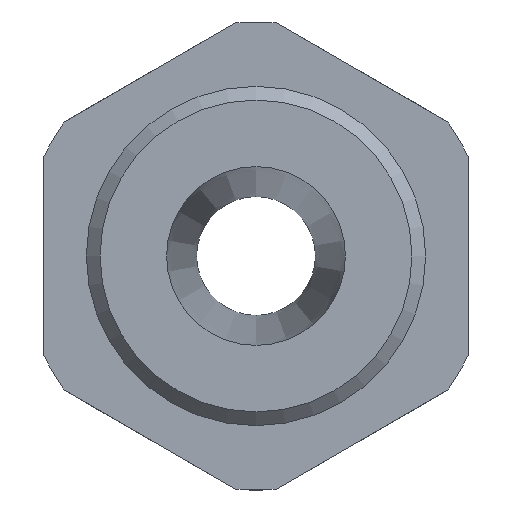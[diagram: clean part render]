
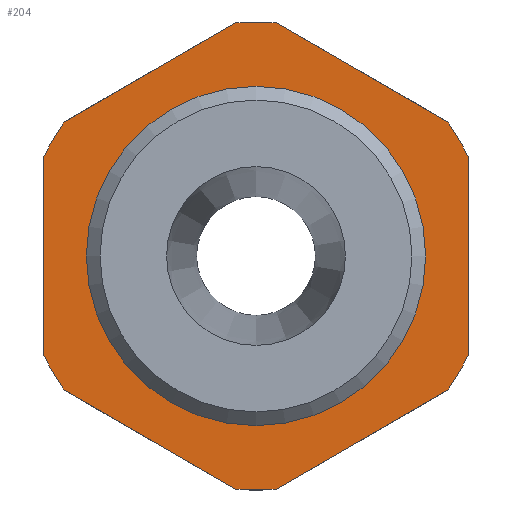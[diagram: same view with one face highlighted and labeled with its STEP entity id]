
A CAD part, left-side view. The second image highlights one B-rep face of the part: STEP entity #204.
In plain terms, the highlighted planar face has unit normal (-1, 0, 0).
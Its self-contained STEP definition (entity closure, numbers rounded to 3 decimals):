
#204 = ADVANCED_FACE( '', ( #435, #436 ), #437, .T. );
#435 = FACE_BOUND( '', #686, .T. );
#436 = FACE_OUTER_BOUND( '', #687, .T. );
#437 = PLANE( '', #688 );
#686 = EDGE_LOOP( '', ( #1197 ) );
#687 = EDGE_LOOP( '', ( #1198, #1199, #1200, #1201, #1202, #1203, #1204, #1205, #1206, #1207, #1208, #1209 ) );
#688 = AXIS2_PLACEMENT_3D( '', #1210, #1211, #1212 );
#1197 = ORIENTED_EDGE( '', *, *, #1638, .T. );
#1198 = ORIENTED_EDGE( '', *, *, #1639, .F. );
#1199 = ORIENTED_EDGE( '', *, *, #1440, .F. );
#1200 = ORIENTED_EDGE( '', *, *, #1544, .F. );
#1201 = ORIENTED_EDGE( '', *, *, #1612, .T. );
#1202 = ORIENTED_EDGE( '', *, *, #1556, .F. );
#1203 = ORIENTED_EDGE( '', *, *, #1469, .F. );
#1204 = ORIENTED_EDGE( '', *, *, #1601, .F. );
#1205 = ORIENTED_EDGE( '', *, *, #1491, .F. );
#1206 = ORIENTED_EDGE( '', *, *, #1640, .F. );
#1207 = ORIENTED_EDGE( '', *, *, #1621, .F. );
#1208 = ORIENTED_EDGE( '', *, *, #1515, .F. );
#1209 = ORIENTED_EDGE( '', *, *, #1641, .F. );
#1210 = CARTESIAN_POINT( '', ( 9., 16.667, 0. ) );
#1211 = DIRECTION( '', ( -1., 0., 0. ) );
#1212 = DIRECTION( '', ( 0., 0., 1. ) );
#1440 = EDGE_CURVE( '', #1703, #1706, #1707, .T. );
#1469 = EDGE_CURVE( '', #1756, #1758, #1759, .T. );
#1491 = EDGE_CURVE( '', #1791, #1794, #1795, .T. );
#1515 = EDGE_CURVE( '', #1829, #1832, #1833, .T. );
#1544 = EDGE_CURVE( '', #1875, #1703, #1878, .T. );
#1556 = EDGE_CURVE( '', #1758, #1896, #1897, .T. );
#1601 = EDGE_CURVE( '', #1794, #1756, #1961, .T. );
#1612 = EDGE_CURVE( '', #1875, #1896, #1974, .T. );
#1621 = EDGE_CURVE( '', #1832, #1985, #1986, .T. );
#1638 = EDGE_CURVE( '', #2008, #2008, #2009, .T. );
#1639 = EDGE_CURVE( '', #1706, #2010, #2011, .T. );
#1640 = EDGE_CURVE( '', #1985, #1791, #2012, .T. );
#1641 = EDGE_CURVE( '', #2010, #1829, #2013, .T. );
#1703 = VERTEX_POINT( '', #2085 );
#1706 = VERTEX_POINT( '', #2089 );
#1707 = LINE( '', #2090, #2091 );
#1756 = VERTEX_POINT( '', #2163 );
#1758 = VERTEX_POINT( '', #2166 );
#1759 = LINE( '', #2167, #2168 );
#1791 = VERTEX_POINT( '', #2226 );
#1794 = VERTEX_POINT( '', #2230 );
#1795 = LINE( '', #2231, #2232 );
#1829 = VERTEX_POINT( '', #2299 );
#1832 = VERTEX_POINT( '', #2303 );
#1833 = CIRCLE( '', #2304, 13.8 );
#1875 = VERTEX_POINT( '', #2379 );
#1878 = CIRCLE( '', #2383, 13.8 );
#1896 = VERTEX_POINT( '', #2408 );
#1897 = CIRCLE( '', #2409, 13.8 );
#1961 = CIRCLE( '', #2507, 13.8 );
#1974 = LINE( '', #2526, #2527 );
#1985 = VERTEX_POINT( '', #2538 );
#1986 = LINE( '', #2539, #2540 );
#2008 = VERTEX_POINT( '', #2582 );
#2009 = CIRCLE( '', #2583, 9.19 );
#2010 = VERTEX_POINT( '', #2584 );
#2011 = CIRCLE( '', #2585, 13.8 );
#2012 = CIRCLE( '', #2586, 13.8 );
#2013 = LINE( '', #2587, #2588 );
#2085 = CARTESIAN_POINT( '', ( 9., 11.314, 7.902 ) );
#2089 = CARTESIAN_POINT( '', ( 9., 1.186, 13.749 ) );
#2090 = CARTESIAN_POINT( '', ( 9., 11.314, 7.902 ) );
#2091 = VECTOR( '', #2665, 1000. );
#2163 = CARTESIAN_POINT( '', ( 9., 1.186, -13.749 ) );
#2166 = CARTESIAN_POINT( '', ( 9., 11.314, -7.902 ) );
#2167 = CARTESIAN_POINT( '', ( 9., 1.186, -13.749 ) );
#2168 = VECTOR( '', #2702, 1000. );
#2226 = CARTESIAN_POINT( '', ( 9., -11.314, -7.902 ) );
#2230 = CARTESIAN_POINT( '', ( 9., -1.186, -13.749 ) );
#2231 = CARTESIAN_POINT( '', ( 9., -11.314, -7.902 ) );
#2232 = VECTOR( '', #2730, 1000. );
#2299 = CARTESIAN_POINT( '', ( 9., -11.314, 7.902 ) );
#2303 = CARTESIAN_POINT( '', ( 9., -12.5, 5.847 ) );
#2304 = AXIS2_PLACEMENT_3D( '', #2750, #2751, #2752 );
#2379 = CARTESIAN_POINT( '', ( 9., 12.5, 5.847 ) );
#2383 = AXIS2_PLACEMENT_3D( '', #2781, #2782, #2783 );
#2408 = CARTESIAN_POINT( '', ( 9., 12.5, -5.847 ) );
#2409 = AXIS2_PLACEMENT_3D( '', #2797, #2798, #2799 );
#2507 = AXIS2_PLACEMENT_3D( '', #2857, #2858, #2859 );
#2526 = CARTESIAN_POINT( '', ( 9., 12.5, 0. ) );
#2527 = VECTOR( '', #2872, 1000. );
#2538 = CARTESIAN_POINT( '', ( 9., -12.5, -5.847 ) );
#2539 = CARTESIAN_POINT( '', ( 9., -12.5, 5.847 ) );
#2540 = VECTOR( '', #2882, 1000. );
#2582 = CARTESIAN_POINT( '', ( 9., 0., -9.19 ) );
#2583 = AXIS2_PLACEMENT_3D( '', #2901, #2902, #2903 );
#2584 = CARTESIAN_POINT( '', ( 9., -1.186, 13.749 ) );
#2585 = AXIS2_PLACEMENT_3D( '', #2904, #2905, #2906 );
#2586 = AXIS2_PLACEMENT_3D( '', #2907, #2908, #2909 );
#2587 = CARTESIAN_POINT( '', ( 9., -1.186, 13.749 ) );
#2588 = VECTOR( '', #2910, 1000. );
#2665 = DIRECTION( '', ( 0., -0.866, 0.5 ) );
#2702 = DIRECTION( '', ( 0., 0.866, 0.5 ) );
#2730 = DIRECTION( '', ( 0., 0.866, -0.5 ) );
#2750 = CARTESIAN_POINT( '', ( 9., 0., 0. ) );
#2751 = DIRECTION( '', ( 1., 0., 0. ) );
#2752 = DIRECTION( '', ( 0., 0., -1. ) );
#2781 = CARTESIAN_POINT( '', ( 9., 0., 0. ) );
#2782 = DIRECTION( '', ( 1., 0., 0. ) );
#2783 = DIRECTION( '', ( 0., 0., -1. ) );
#2797 = CARTESIAN_POINT( '', ( 9., 0., 0. ) );
#2798 = DIRECTION( '', ( 1., 0., 0. ) );
#2799 = DIRECTION( '', ( 0., 0., -1. ) );
#2857 = CARTESIAN_POINT( '', ( 9., 0., 0. ) );
#2858 = DIRECTION( '', ( 1., 0., 0. ) );
#2859 = DIRECTION( '', ( 0., 0., -1. ) );
#2872 = DIRECTION( '', ( 0., 0., -1. ) );
#2882 = DIRECTION( '', ( 0., 0., -1. ) );
#2901 = CARTESIAN_POINT( '', ( 9., 0., 0. ) );
#2902 = DIRECTION( '', ( 1., 0., 0. ) );
#2903 = DIRECTION( '', ( 0., 0., -1. ) );
#2904 = CARTESIAN_POINT( '', ( 9., 0., 0. ) );
#2905 = DIRECTION( '', ( 1., 0., 0. ) );
#2906 = DIRECTION( '', ( 0., 0., -1. ) );
#2907 = CARTESIAN_POINT( '', ( 9., 0., 0. ) );
#2908 = DIRECTION( '', ( 1., 0., 0. ) );
#2909 = DIRECTION( '', ( 0., 0., -1. ) );
#2910 = DIRECTION( '', ( 0., -0.866, -0.5 ) );
